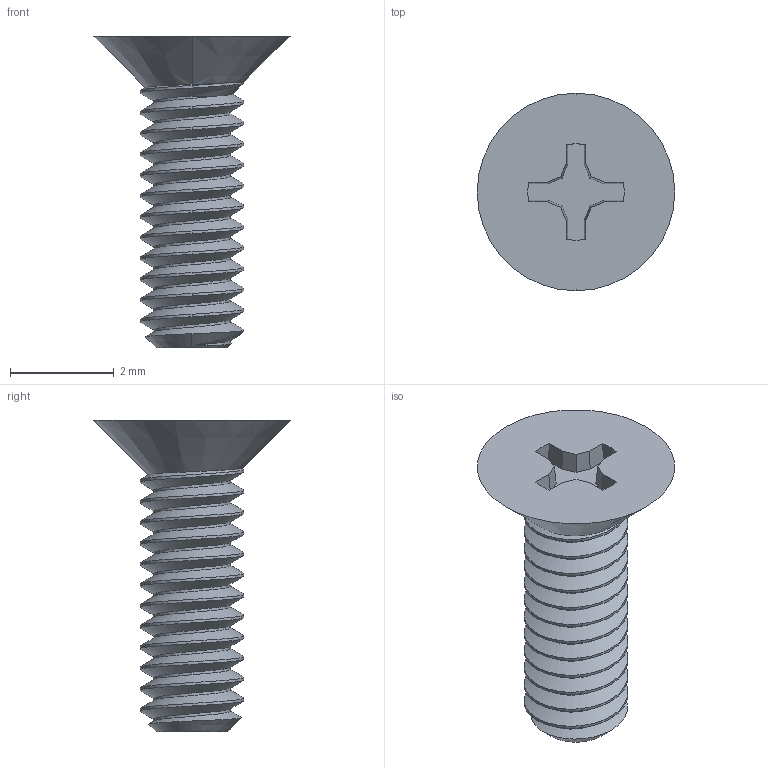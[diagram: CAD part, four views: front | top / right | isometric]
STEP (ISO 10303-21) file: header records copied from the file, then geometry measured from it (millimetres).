
FILE_DESCRIPTION (( 'STEP AP203' ), '1' );
FILE_NAME ('92010A003_Passivated 18-8 Stainless Steel Phillips Flat Head Screw.STEP', '2022-03-23T20:42:48', ( 'Administrator' ), ( 'Managed by Terraform' ), 'SwSTEP 2.0', 'SolidWorks 2017', '' );
FILE_SCHEMA (( 'CONFIG_CONTROL_DESIGN' ));
Length unit declared in the file: millimetre
Products named in the file (1): 92010A003_Passivated 18-8 Stainless Steel Phillips Flat Head Screw
Bounding box: 3.8 x 3.8 x 6 mm (x, y, z)
Volume: 17.9 mm3; surface area: 75.1 mm2
Topology: 1 solids, 1 shells, 59 faces, 168 edges, 112 vertices
Faces by surface type: cylinder 32, plane 19, cone 5, bspline 3
Entity records: 3540 total; most frequent: CARTESIAN_POINT 2117, ORIENTED_EDGE 336, DIRECTION 230, EDGE_CURVE 168, VERTEX_POINT 112, AXIS2_PLACEMENT_3D 77, LINE 76, VECTOR 76
